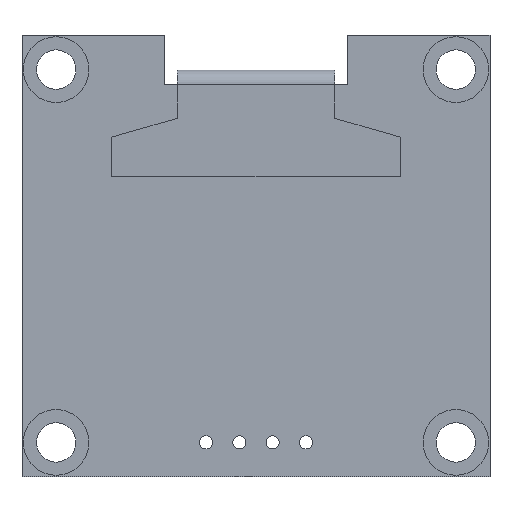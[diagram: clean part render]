
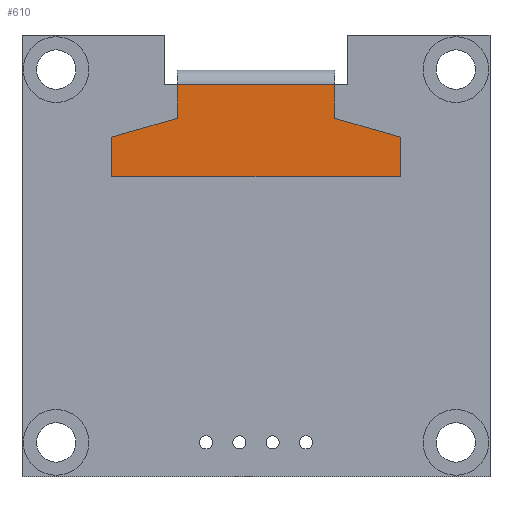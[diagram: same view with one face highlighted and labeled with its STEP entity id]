
A CAD part, front view. The second image highlights one B-rep face of the part: STEP entity #610.
In plain terms, the highlighted planar face has unit normal (0, -1, 0).
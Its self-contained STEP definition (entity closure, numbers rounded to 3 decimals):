
#32 = FACE_OUTER_BOUND ( 'NONE', #463, .T. ) ;
#45 = VERTEX_POINT ( 'NONE', #2348 ) ;
#263 = LINE ( 'NONE', #274, #1740 ) ;
#274 = CARTESIAN_POINT ( 'NONE',  ( -11., -0.1, -7. ) ) ;
#303 = VERTEX_POINT ( 'NONE', #1765 ) ;
#325 = LINE ( 'NONE', #338, #1313 ) ;
#338 = CARTESIAN_POINT ( 'NONE',  ( -11., -0.1, -4. ) ) ;
#374 = ORIENTED_EDGE ( 'NONE', *, *, #1150, .T. ) ;
#397 = CARTESIAN_POINT ( 'NONE',  ( -6., -0.1, 0. ) ) ;
#462 = CARTESIAN_POINT ( 'NONE',  ( 11., -0.1, -7. ) ) ;
#463 = EDGE_LOOP ( 'NONE', ( #374, #1692, #1192, #2067, #1154, #1612, #485, #2561 ) ) ;
#485 = ORIENTED_EDGE ( 'NONE', *, *, #614, .T. ) ;
#493 = VERTEX_POINT ( 'NONE', #397 ) ;
#530 = VECTOR ( 'NONE', #568, 1000. ) ;
#568 = DIRECTION ( 'NONE',  ( -0.961, 0., 0.277 ) ) ;
#582 = VECTOR ( 'NONE', #757, 1000. ) ;
#610 = ADVANCED_FACE ( 'NONE', ( #32 ), #830, .T. ) ;
#614 = EDGE_CURVE ( 'NONE', #940, #1633, #263, .T. ) ;
#631 = DIRECTION ( 'NONE',  ( 0., -1., 0. ) ) ;
#665 = AXIS2_PLACEMENT_3D ( 'NONE', #972, #631, #2206 ) ;
#666 = DIRECTION ( 'NONE',  ( -1., 0., 0. ) ) ;
#679 = EDGE_CURVE ( 'NONE', #1633, #1469, #2232, .T. ) ;
#756 = VECTOR ( 'NONE', #2060, 1000. ) ;
#757 = DIRECTION ( 'NONE',  ( 0., 0., -1. ) ) ;
#790 = VERTEX_POINT ( 'NONE', #1905 ) ;
#819 = CARTESIAN_POINT ( 'NONE',  ( 11., -0.1, -4. ) ) ;
#830 = PLANE ( 'NONE',  #665 ) ;
#893 = DIRECTION ( 'NONE',  ( 0., 0., -1. ) ) ;
#940 = VERTEX_POINT ( 'NONE', #1187 ) ;
#964 = EDGE_CURVE ( 'NONE', #790, #303, #1605, .T. ) ;
#972 = CARTESIAN_POINT ( 'NONE',  ( 0., -0.1, 0. ) ) ;
#1150 = EDGE_CURVE ( 'NONE', #1469, #790, #1456, .T. ) ;
#1154 = ORIENTED_EDGE ( 'NONE', *, *, #1411, .T. ) ;
#1187 = CARTESIAN_POINT ( 'NONE',  ( -11., -0.1, -4. ) ) ;
#1188 = EDGE_CURVE ( 'NONE', #2109, #940, #325, .T. ) ;
#1192 = ORIENTED_EDGE ( 'NONE', *, *, #2383, .T. ) ;
#1228 = DIRECTION ( 'NONE',  ( 0., 0., 1. ) ) ;
#1266 = LINE ( 'NONE', #2495, #1923 ) ;
#1268 = CARTESIAN_POINT ( 'NONE',  ( 11., -0.1, -7. ) ) ;
#1313 = VECTOR ( 'NONE', #2326, 1000. ) ;
#1411 = EDGE_CURVE ( 'NONE', #493, #2109, #1719, .T. ) ;
#1456 = LINE ( 'NONE', #1268, #2137 ) ;
#1469 = VERTEX_POINT ( 'NONE', #1502 ) ;
#1502 = CARTESIAN_POINT ( 'NONE',  ( 11., -0.1, -7. ) ) ;
#1605 = LINE ( 'NONE', #819, #530 ) ;
#1612 = ORIENTED_EDGE ( 'NONE', *, *, #1188, .T. ) ;
#1628 = LINE ( 'NONE', #1846, #1704 ) ;
#1633 = VERTEX_POINT ( 'NONE', #2316 ) ;
#1669 = DIRECTION ( 'NONE',  ( 0., 0., 1. ) ) ;
#1692 = ORIENTED_EDGE ( 'NONE', *, *, #964, .T. ) ;
#1704 = VECTOR ( 'NONE', #666, 1000. ) ;
#1719 = LINE ( 'NONE', #2528, #582 ) ;
#1740 = VECTOR ( 'NONE', #893, 1000. ) ;
#1765 = CARTESIAN_POINT ( 'NONE',  ( 6., -0.1, -2.559 ) ) ;
#1846 = CARTESIAN_POINT ( 'NONE',  ( 6., -0.1, 0. ) ) ;
#1905 = CARTESIAN_POINT ( 'NONE',  ( 11., -0.1, -4. ) ) ;
#1909 = EDGE_CURVE ( 'NONE', #45, #493, #1628, .T. ) ;
#1923 = VECTOR ( 'NONE', #1669, 1000. ) ;
#1969 = CARTESIAN_POINT ( 'NONE',  ( -6., -0.1, -2.559 ) ) ;
#2060 = DIRECTION ( 'NONE',  ( 1., 0., 0. ) ) ;
#2067 = ORIENTED_EDGE ( 'NONE', *, *, #1909, .T. ) ;
#2109 = VERTEX_POINT ( 'NONE', #1969 ) ;
#2137 = VECTOR ( 'NONE', #1228, 1000. ) ;
#2206 = DIRECTION ( 'NONE',  ( 0., 0., -1. ) ) ;
#2232 = LINE ( 'NONE', #462, #756 ) ;
#2316 = CARTESIAN_POINT ( 'NONE',  ( -11., -0.1, -7. ) ) ;
#2326 = DIRECTION ( 'NONE',  ( -0.961, 0., -0.277 ) ) ;
#2348 = CARTESIAN_POINT ( 'NONE',  ( 6., -0.1, 0. ) ) ;
#2383 = EDGE_CURVE ( 'NONE', #303, #45, #1266, .T. ) ;
#2495 = CARTESIAN_POINT ( 'NONE',  ( 6., -0.1, -2.559 ) ) ;
#2528 = CARTESIAN_POINT ( 'NONE',  ( -6., -0.1, -2.559 ) ) ;
#2561 = ORIENTED_EDGE ( 'NONE', *, *, #679, .T. ) ;
